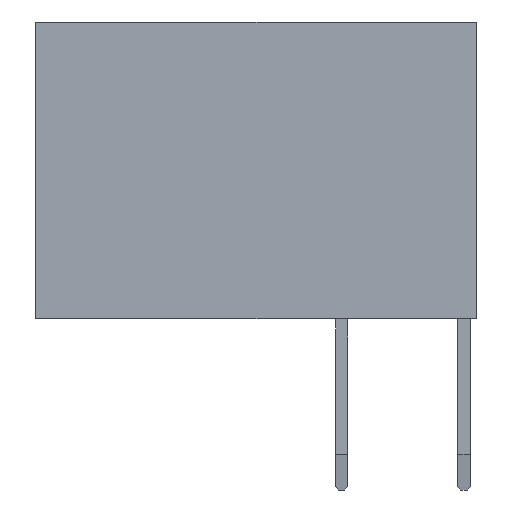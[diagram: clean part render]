
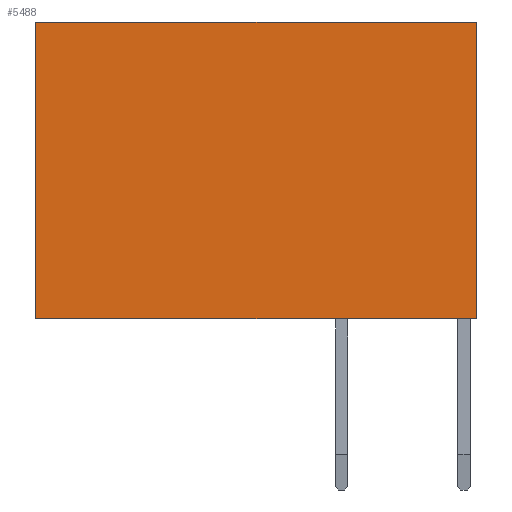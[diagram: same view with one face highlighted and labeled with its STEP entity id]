
A CAD part, left-side view. The second image highlights one B-rep face of the part: STEP entity #5488.
In plain terms, the highlighted planar face has unit normal (-1, 0, 0).
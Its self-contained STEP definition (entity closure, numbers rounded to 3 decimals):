
#5488=ADVANCED_FACE('',(#15400),#15401,.T.);
#7340=VERTEX_POINT('',#17402);
#7938=EDGE_CURVE('',#12534,#7340,#18045,.T.);
#8928=EDGE_CURVE('',#12662,#14044,#19145,.T.);
#10202=EDGE_CURVE('',#7340,#14044,#20524,.T.);
#10230=EDGE_CURVE('',#12662,#12534,#20554,.T.);
#12534=VERTEX_POINT('',#23059);
#12662=VERTEX_POINT('',#23195);
#14044=VERTEX_POINT('',#24691);
#15400=FACE_OUTER_BOUND('',#26390,.T.);
#15401=PLANE('',#26391);
#17402=CARTESIAN_POINT('',(-10.25,7.2,2.3));
#18045=LINE('',#30255,#30256);
#19145=LINE('',#31829,#31830);
#20524=LINE('',#33851,#33852);
#20554=LINE('',#33891,#33892);
#23059=CARTESIAN_POINT('',(-10.25,0.,2.3));
#23195=CARTESIAN_POINT('',(-10.25,0.,-2.55));
#24691=CARTESIAN_POINT('',(-10.25,7.2,-2.55));
#26390=EDGE_LOOP('',(#41665,#41666,#41667,#41668));
#26391=AXIS2_PLACEMENT_3D('',#41669,#41670,#41671);
#30255=CARTESIAN_POINT('',(-10.25,0.,2.3));
#30256=VECTOR('',#44314,1.0);
#31829=CARTESIAN_POINT('',(-10.25,0.,-2.55));
#31830=VECTOR('',#45611,1.0);
#33851=CARTESIAN_POINT('',(-10.25,7.2,-2.55));
#33852=VECTOR('',#46985,1.0);
#33891=CARTESIAN_POINT('',(-10.25,0.,-2.55));
#33892=VECTOR('',#47016,1.0);
#41665=ORIENTED_EDGE('',*,*,#10202,.T.);
#41666=ORIENTED_EDGE('',*,*,#8928,.F.);
#41667=ORIENTED_EDGE('',*,*,#10230,.T.);
#41668=ORIENTED_EDGE('',*,*,#7938,.T.);
#41669=CARTESIAN_POINT('',(-10.25,0.,2.3));
#41670=DIRECTION('',(-1.0,0.0,0.));
#41671=DIRECTION('',(0.,0.,1.0));
#44314=DIRECTION('',(0.,1.0,0.));
#45611=DIRECTION('',(0.,1.0,0.));
#46985=DIRECTION('',(0.,0.,-1.0));
#47016=DIRECTION('',(0.,0.,1.0));
